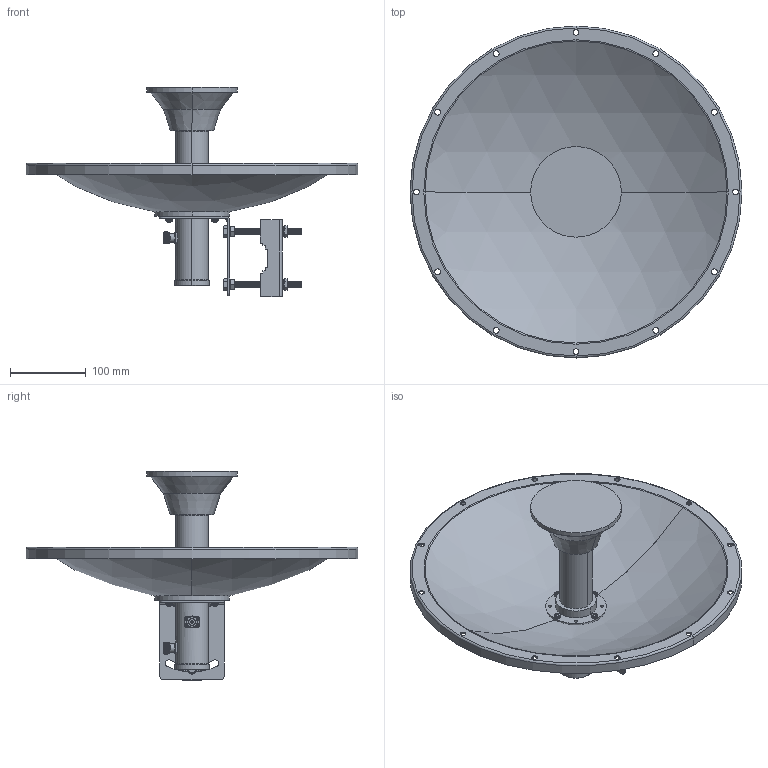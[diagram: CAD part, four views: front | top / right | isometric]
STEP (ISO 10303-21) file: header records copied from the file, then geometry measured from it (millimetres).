
FILE_DESCRIPTION (( 'STEP AP214' ), '1' );
FILE_NAME ('HG4958DP-25D.STEP', '2012-11-09T16:02:08', ( '' ), ( '' ), 'SwSTEP 2.0', 'SolidWorks 2012', '' );
FILE_SCHEMA (( 'AUTOMOTIVE_DESIGN' ));
Length unit declared in the file: inch
Products named in the file (8): HG4958DP-25D_BoltBracket; XFW-0005; XFW-0004; HG4958DP-25D_Bracket; HG4958DP-25D_Feed Horn; HG4958DP-25D_Screw; HG4958DP-25D_Dish; HG4958DP-25D
Assembly tree (24 placements, depth 2):
  HG4958DP-25D
    HG4958DP-25D_Dish
    HG4958DP-25D_Screw  x8
    HG4958DP-25D_Feed Horn
    HG4958DP-25D_Bracket
    XFW-0004  x4
    XFW-0005  x8
    HG4958DP-25D_BoltBracket
Bounding box: 438.15 x 438.15 x 276.04 mm (x, y, z)
Volume: 1001103.3 mm3; surface area: 498838.8 mm2
Topology: 24 solids, 24 shells, 2002 faces, 4535 edges, 2618 vertices
Faces by surface type: cone 1054, plane 489, cylinder 243, torus 174, sphere 22, bspline 20
Entity records: 49079 total; most frequent: CARTESIAN_POINT 10021, DIRECTION 7339, ORIENTED_EDGE 6534, EDGE_CURVE 3267, AXIS2_PLACEMENT_3D 2904, VERTEX_POINT 1882, EDGE_LOOP 1553, VECTOR 1531
